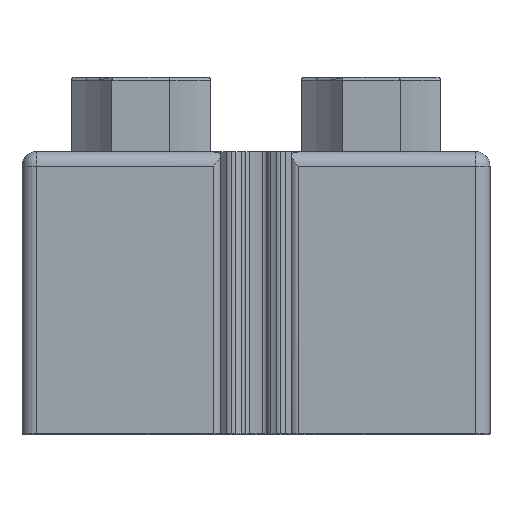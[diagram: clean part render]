
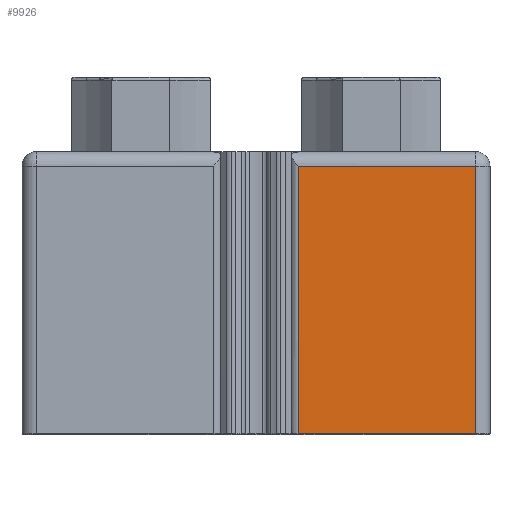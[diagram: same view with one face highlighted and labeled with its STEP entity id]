
A CAD part, top view. The second image highlights one B-rep face of the part: STEP entity #9926.
In plain terms, the highlighted planar face has unit normal (0, 0, 1).
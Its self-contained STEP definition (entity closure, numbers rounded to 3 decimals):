
#599 = LINE ( 'NONE', #11479, #14791 ) ;
#809 = DIRECTION ( 'NONE',  ( 0., 1., 0. ) ) ;
#869 = CARTESIAN_POINT ( 'NONE',  ( -15.75, 0., 15.75 ) ) ;
#1364 = DIRECTION ( 'NONE',  ( 0., -1., 0. ) ) ;
#2530 = LINE ( 'NONE', #869, #14835 ) ;
#2534 = VERTEX_POINT ( 'NONE', #15131 ) ;
#2656 = CARTESIAN_POINT ( 'NONE',  ( 2.831, 19., 15.75 ) ) ;
#3783 = EDGE_CURVE ( 'NONE', #10719, #6173, #599, .T. ) ;
#4012 = DIRECTION ( 'NONE',  ( 1., 0., 0. ) ) ;
#4133 = FACE_OUTER_BOUND ( 'NONE', #14775, .T. ) ;
#5093 = ORIENTED_EDGE ( 'NONE', *, *, #19216, .T. ) ;
#5803 = CARTESIAN_POINT ( 'NONE',  ( 2.831, 18., 15.75 ) ) ;
#6173 = VERTEX_POINT ( 'NONE', #5803 ) ;
#6243 = VECTOR ( 'NONE', #809, 1000. ) ;
#6888 = CARTESIAN_POINT ( 'NONE',  ( 14.75, 19., 15.75 ) ) ;
#6997 = VECTOR ( 'NONE', #1364, 1000. ) ;
#7060 = VERTEX_POINT ( 'NONE', #8990 ) ;
#8665 = PLANE ( 'NONE',  #14216 ) ;
#8926 = EDGE_CURVE ( 'NONE', #6173, #2534, #10300, .T. ) ;
#8990 = CARTESIAN_POINT ( 'NONE',  ( 14.75, 0., 15.75 ) ) ;
#9347 = ORIENTED_EDGE ( 'NONE', *, *, #15020, .T. ) ;
#9926 = ADVANCED_FACE ( 'NONE', ( #4133 ), #8665, .F. ) ;
#10300 = LINE ( 'NONE', #2656, #6997 ) ;
#10719 = VERTEX_POINT ( 'NONE', #13582 ) ;
#11479 = CARTESIAN_POINT ( 'NONE',  ( 2.831, 18., 15.75 ) ) ;
#11493 = LINE ( 'NONE', #6888, #6243 ) ;
#13138 = CARTESIAN_POINT ( 'NONE',  ( -15.75, 19., 15.75 ) ) ;
#13582 = CARTESIAN_POINT ( 'NONE',  ( 14.75, 18., 15.75 ) ) ;
#14216 = AXIS2_PLACEMENT_3D ( 'NONE', #13138, #17796, #19269 ) ;
#14224 = DIRECTION ( 'NONE',  ( -1., 0., 0. ) ) ;
#14775 = EDGE_LOOP ( 'NONE', ( #5093, #15179, #17070, #9347 ) ) ;
#14791 = VECTOR ( 'NONE', #14224, 1000. ) ;
#14835 = VECTOR ( 'NONE', #4012, 1000. ) ;
#15020 = EDGE_CURVE ( 'NONE', #2534, #7060, #2530, .T. ) ;
#15131 = CARTESIAN_POINT ( 'NONE',  ( 2.831, 0., 15.75 ) ) ;
#15179 = ORIENTED_EDGE ( 'NONE', *, *, #3783, .T. ) ;
#17070 = ORIENTED_EDGE ( 'NONE', *, *, #8926, .T. ) ;
#17796 = DIRECTION ( 'NONE',  ( 0., 0., -1. ) ) ;
#19216 = EDGE_CURVE ( 'NONE', #7060, #10719, #11493, .T. ) ;
#19269 = DIRECTION ( 'NONE',  ( -1., 0., 0. ) ) ;
